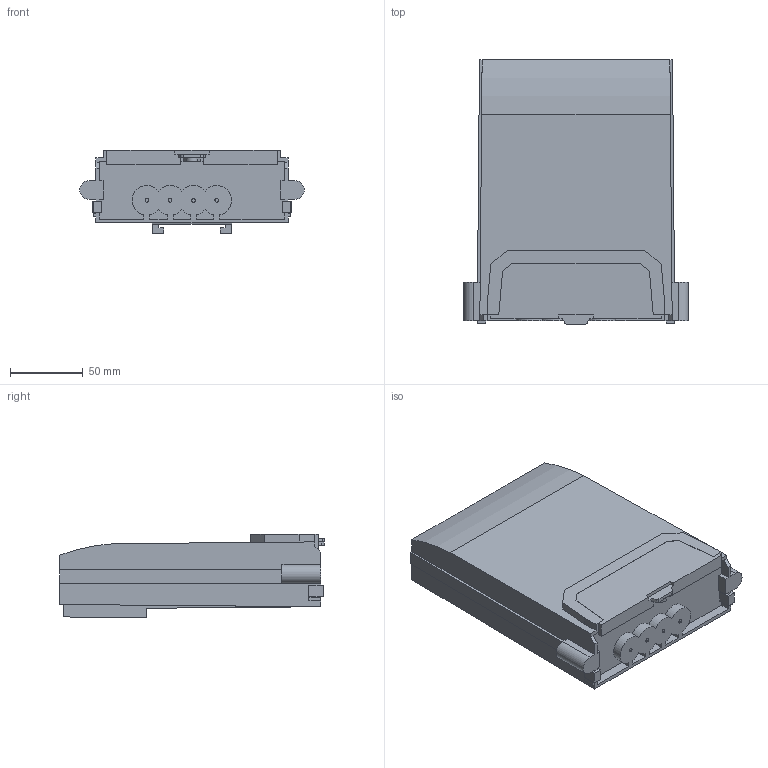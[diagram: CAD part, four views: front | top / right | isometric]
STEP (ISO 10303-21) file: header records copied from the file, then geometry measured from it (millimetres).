
FILE_DESCRIPTION(('STEP AP203'), '1');
FILE_NAME('Ì208 ñ êðûøêîé òåðì', '2018-05-04T07:08:53', ('Konstruktor'), (''), 'ASCON STEP Converter 1.3', 'ASCON Math Kernel', '');
FILE_SCHEMA(('CONFIG_CONTROL_DESIGN'));
Length unit declared in the file: millimetre
Bounding box: 154 x 181.5 x 57.2 mm (x, y, z)
Volume: 1024175 mm3; surface area: 90799 mm2
Topology: 1 solids, 1 shells, 181 faces, 506 edges, 334 vertices
Faces by surface type: plane 153, cylinder 28
Full cylindrical faces by diameter (mm): 2.5 x4
Entity records: 7205 total; most frequent: CARTESIAN_POINT 1051, ORIENTED_EDGE 1004, DIRECTION 900, EDGE_CURVE 502, LINE 446, VECTOR 446, VERTEX_POINT 334, AXIS2_PLACEMENT_3D 227
